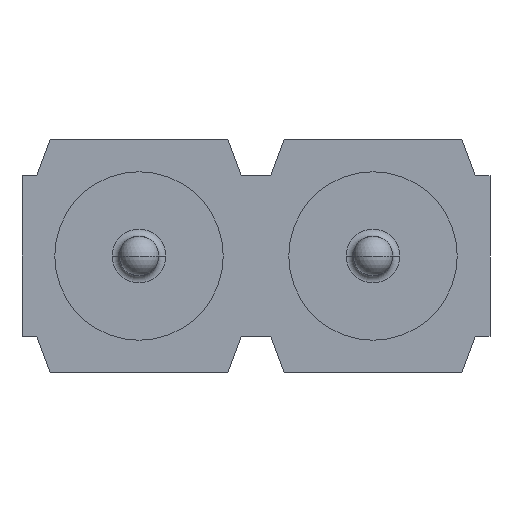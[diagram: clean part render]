
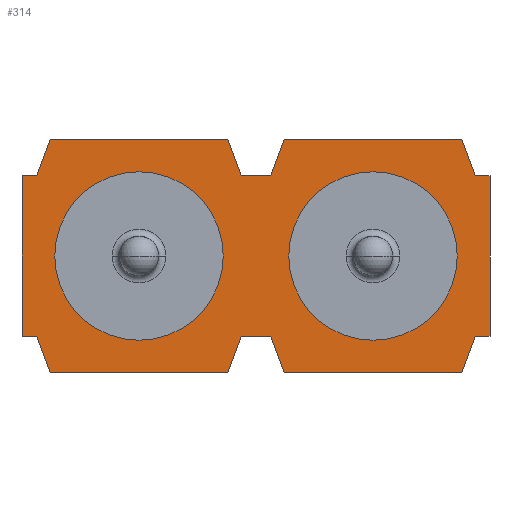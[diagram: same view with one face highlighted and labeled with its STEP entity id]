
A CAD part, front view. The second image highlights one B-rep face of the part: STEP entity #314.
In plain terms, the highlighted planar face has unit normal (0, -1, 0).
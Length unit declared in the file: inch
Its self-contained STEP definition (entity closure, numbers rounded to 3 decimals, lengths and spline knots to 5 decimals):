
#3=DIRECTION ( 'NONE',  ( 0., 1., 0. ) ) ;
#4=CARTESIAN_POINT ( 'NONE',  ( 0.17593, -0.11, -0.1 ) ) ;
#7=VERTEX_POINT ( 'NONE', #231 ) ;
#16=DIRECTION ( 'NONE',  ( 0., 0., 1. ) ) ;
#18=VECTOR ( 'NONE', #435, 39.37008 ) ;
#26=EDGE_CURVE ( 'NONE', #844, #582, #245, .T. ) ;
#32=DIRECTION ( 'NONE',  ( -1., 0., 0. ) ) ;
#33=LINE ( 'NONE', #477, #228 ) ;
#35=DIRECTION ( 'NONE',  ( 0., -1., 0. ) ) ;
#44=VECTOR ( 'NONE', #467, 39.37008 ) ;
#45=VECTOR ( 'NONE', #67, 39.37008 ) ;
#47=CARTESIAN_POINT ( 'NONE',  ( 0., -0.11, 0. ) ) ;
#51=CARTESIAN_POINT ( 'NONE',  ( 0., -0.11, -0.1 ) ) ;
#55=CARTESIAN_POINT ( 'NONE',  ( 0.18797, -0.11, -0.01575 ) ) ;
#63=CARTESIAN_POINT ( 'NONE',  ( 0.1, -0.11, -0.1 ) ) ;
#65=CARTESIAN_POINT ( 'NONE',  ( 0.09427, -0.11, -0.01575 ) ) ;
#67=DIRECTION ( 'NONE',  ( 1., 0., 0. ) ) ;
#78=FACE_BOUND ( 'NONE', #168, .T. ) ;
#95=VECTOR ( 'NONE', #175, 39.37008 ) ;
#111=EDGE_CURVE ( 'NONE', #549, #7, #626, .T. ) ;
#113=LINE ( 'NONE', #4, #899 ) ;
#124=DIRECTION ( 'NONE',  ( -1., 0., 0. ) ) ;
#125=CARTESIAN_POINT ( 'NONE',  ( 0.07594, -0.11, -0.1 ) ) ;
#148=EDGE_CURVE ( 'NONE', #957, #286, #919, .T. ) ;
#160=CARTESIAN_POINT ( 'NONE',  ( 0.1, -0.11, 0. ) ) ;
#167=VECTOR ( 'NONE', #16, 39.37008 ) ;
#168=EDGE_LOOP ( 'NONE', ( #437, #676 ) ) ;
#169=VECTOR ( 'NONE', #124, 39.37008 ) ;
#171=LINE ( 'NONE', #55, #954 ) ;
#175=DIRECTION ( 'NONE',  ( -0.342, 0., 0.94 ) ) ;
#176=EDGE_CURVE ( 'NONE', #336, #549, #171, .T. ) ;
#182=ORIENTED_EDGE ( 'NONE', *, *, #965, .T. ) ;
#183=ORIENTED_EDGE ( 'NONE', *, *, #176, .F. ) ;
#186=ORIENTED_EDGE ( 'NONE', *, *, #726, .T. ) ;
#189=LINE ( 'NONE', #47, #18 ) ;
#191=VECTOR ( 'NONE', #621, 39.37008 ) ;
#196=ORIENTED_EDGE ( 'NONE', *, *, #358, .T. ) ;
#203=CARTESIAN_POINT ( 'NONE',  ( 0.09427, -0.11, -0.08425 ) ) ;
#208=EDGE_CURVE ( 'NONE', #814, #657, #648, .T. ) ;
#215=DIRECTION ( 'NONE',  ( -1., 0., 0. ) ) ;
#218=VERTEX_POINT ( 'NONE', #160 ) ;
#224=EDGE_CURVE ( 'NONE', #908, #542, #189, .T. ) ;
#228=VECTOR ( 'NONE', #287, 39.37008 ) ;
#229=VECTOR ( 'NONE', #339, 39.37008 ) ;
#231=CARTESIAN_POINT ( 'NONE',  ( 0.18797, -0.11, -0.08425 ) ) ;
#234=DIRECTION ( 'NONE',  ( -0.342, 0., 0.94 ) ) ;
#235=DIRECTION ( 'NONE',  ( 0., 0., -1. ) ) ;
#241=LINE ( 'NONE', #47, #573 ) ;
#243=EDGE_CURVE ( 'NONE', #7, #763, #783, .T. ) ;
#245=LINE ( 'NONE', #4, #635 ) ;
#246=LINE ( 'NONE', #256, #95 ) ;
#252=ORIENTED_EDGE ( 'NONE', *, *, #917, .F. ) ;
#256=CARTESIAN_POINT ( 'NONE',  ( 0.08167, -0.11, -0.01575 ) ) ;
#263=VERTEX_POINT ( 'NONE', #256 ) ;
#268=LINE ( 'NONE', #51, #321 ) ;
#277=EDGE_CURVE ( 'NONE', #218, #503, #189, .T. ) ;
#280=CARTESIAN_POINT ( 'NONE',  ( 0.03797, -0.11, -0.05 ) ) ;
#283=ORIENTED_EDGE ( 'NONE', *, *, #26, .F. ) ;
#286=VERTEX_POINT ( 'NONE', #1060 ) ;
#287=DIRECTION ( 'NONE',  ( 0.342, 0., 0.94 ) ) ;
#289=PLANE ( 'NONE',  #732 ) ;
#290=EDGE_CURVE ( 'NONE', #503, #336, #559, .T. ) ;
#298=CARTESIAN_POINT ( 'NONE',  ( 0.17593, -0.11, 0. ) ) ;
#302=CARTESIAN_POINT ( 'NONE',  ( -0.01203, -0.11, -0.01575 ) ) ;
#304=CARTESIAN_POINT ( 'NONE',  ( 0.07594, -0.11, 0. ) ) ;
#314=ADVANCED_FACE ( 'NONE', ( #462, #724, #78 ), #289, .T. ) ;
#317=CARTESIAN_POINT ( 'NONE',  ( -0.01203, -0.11, -0.08425 ) ) ;
#321=VECTOR ( 'NONE', #234, 39.37008 ) ;
#322=CARTESIAN_POINT ( 'NONE',  ( 0.03797, -0.11, -0.08155 ) ) ;
#336=VERTEX_POINT ( 'NONE', #456 ) ;
#339=DIRECTION ( 'NONE',  ( 1., 0., 0. ) ) ;
#353=DIRECTION ( 'NONE',  ( 0.342, 0., -0.94 ) ) ;
#358=EDGE_CURVE ( 'NONE', #1004, #263, #483, .T. ) ;
#363=VERTEX_POINT ( 'NONE', #4 ) ;
#373=DIRECTION ( 'NONE',  ( 1., 0., 0. ) ) ;
#379=LINE ( 'NONE', #317, #169 ) ;
#394=CARTESIAN_POINT ( 'NONE',  ( 0.13797, -0.11, -0.05 ) ) ;
#399=VECTOR ( 'NONE', #353, 39.37008 ) ;
#414=VECTOR ( 'NONE', #539, 39.37008 ) ;
#423=DIRECTION ( 'NONE',  ( 0.342, 0., 0.94 ) ) ;
#428=ORIENTED_EDGE ( 'NONE', *, *, #804, .F. ) ;
#435=DIRECTION ( 'NONE',  ( 1., 0., 0. ) ) ;
#437=ORIENTED_EDGE ( 'NONE', *, *, #992, .T. ) ;
#455=AXIS2_PLACEMENT_3D ( 'NONE', #394, #3, #16 ) ;
#456=CARTESIAN_POINT ( 'NONE',  ( 0.18167, -0.11, -0.01575 ) ) ;
#462=FACE_BOUND ( 'NONE', #911, .T. ) ;
#464=ORIENTED_EDGE ( 'NONE', *, *, #243, .F. ) ;
#467=DIRECTION ( 'NONE',  ( 0.342, 0., -0.94 ) ) ;
#477=CARTESIAN_POINT ( 'NONE',  ( 0.08167, -0.11, -0.08425 ) ) ;
#483=LINE ( 'NONE', #256, #169 ) ;
#485=EDGE_CURVE ( 'NONE', #844, #702, #33, .T. ) ;
#487=DIRECTION ( 'NONE',  ( -0.342, 0., -0.94 ) ) ;
#503=VERTEX_POINT ( 'NONE', #298 ) ;
#512=AXIS2_PLACEMENT_3D ( 'NONE', #280, #3, #16 ) ;
#521=CARTESIAN_POINT ( 'NONE',  ( 0.03797, -0.11, -0.01845 ) ) ;
#539=DIRECTION ( 'NONE',  ( -0.342, 0., -0.94 ) ) ;
#542=VERTEX_POINT ( 'NONE', #304 ) ;
#549=VERTEX_POINT ( 'NONE', #55 ) ;
#559=LINE ( 'NONE', #298, #44 ) ;
#573=VECTOR ( 'NONE', #423, 39.37008 ) ;
#576=LINE ( 'NONE', #65, #414 ) ;
#582=VERTEX_POINT ( 'NONE', #51 ) ;
#621=DIRECTION ( 'NONE',  ( 0., 0., -1. ) ) ;
#626=LINE ( 'NONE', #231, #191 ) ;
#628=CARTESIAN_POINT ( 'NONE',  ( -0.00573, -0.11, -0.08425 ) ) ;
#635=VECTOR ( 'NONE', #32, 39.37008 ) ;
#636=ORIENTED_EDGE ( 'NONE', *, *, #807, .T. ) ;
#641=EDGE_CURVE ( 'NONE', #363, #831, #245, .T. ) ;
#642=CARTESIAN_POINT ( 'NONE',  ( -0.00573, -0.11, -0.01575 ) ) ;
#643=ORIENTED_EDGE ( 'NONE', *, *, #668, .F. ) ;
#648=CIRCLE ( 'NONE', #512, 0.03155 ) ;
#649=VECTOR ( 'NONE', #215, 39.37008 ) ;
#655=CARTESIAN_POINT ( 'NONE',  ( 0.18167, -0.11, -0.08425 ) ) ;
#657=VERTEX_POINT ( 'NONE', #521 ) ;
#663=ORIENTED_EDGE ( 'NONE', *, *, #224, .F. ) ;
#668=EDGE_CURVE ( 'NONE', #582, #1049, #268, .T. ) ;
#676=ORIENTED_EDGE ( 'NONE', *, *, #208, .T. ) ;
#689=LINE ( 'NONE', #302, #229 ) ;
#697=EDGE_CURVE ( 'NONE', #729, #908, #241, .T. ) ;
#702=VERTEX_POINT ( 'NONE', #477 ) ;
#720=CARTESIAN_POINT ( 'NONE',  ( 0., -0.11, -0.1 ) ) ;
#722=VERTEX_POINT ( 'NONE', #203 ) ;
#723=LINE ( 'NONE', #477, #45 ) ;
#724=FACE_OUTER_BOUND ( 'NONE', #883, .T. ) ;
#726=EDGE_CURVE ( 'NONE', #722, #831, #845, .T. ) ;
#729=VERTEX_POINT ( 'NONE', #642 ) ;
#731=EDGE_CURVE ( 'NONE', #702, #722, #723, .T. ) ;
#732=AXIS2_PLACEMENT_3D ( 'NONE', #720, #35, #235 ) ;
#735=ORIENTED_EDGE ( 'NONE', *, *, #871, .F. ) ;
#750=ORIENTED_EDGE ( 'NONE', *, *, #731, .T. ) ;
#757=ORIENTED_EDGE ( 'NONE', *, *, #111, .F. ) ;
#763=VERTEX_POINT ( 'NONE', #655 ) ;
#783=LINE ( 'NONE', #231, #649 ) ;
#785=VERTEX_POINT ( 'NONE', #302 ) ;
#804=EDGE_CURVE ( 'NONE', #1049, #887, #379, .T. ) ;
#807=EDGE_CURVE ( 'NONE', #218, #1004, #576, .T. ) ;
#814=VERTEX_POINT ( 'NONE', #322 ) ;
#831=VERTEX_POINT ( 'NONE', #63 ) ;
#833=EDGE_CURVE ( 'NONE', #286, #957, #919, .T. ) ;
#844=VERTEX_POINT ( 'NONE', #125 ) ;
#845=LINE ( 'NONE', #203, #399 ) ;
#868=LINE ( 'NONE', #317, #167 ) ;
#871=EDGE_CURVE ( 'NONE', #887, #785, #868, .T. ) ;
#876=EDGE_CURVE ( 'NONE', #763, #363, #113, .T. ) ;
#878=ORIENTED_EDGE ( 'NONE', *, *, #277, .F. ) ;
#882=CARTESIAN_POINT ( 'NONE',  ( 0.13797, -0.11, -0.08155 ) ) ;
#883=EDGE_LOOP ( 'NONE', ( #1010, #750, #186, #1064, #1001, #464, #757, #183, #986, #878, #636, #196, #182, #663, #974, #252, #735, #428, #643, #283 ) ) ;
#887=VERTEX_POINT ( 'NONE', #317 ) ;
#899=VECTOR ( 'NONE', #487, 39.37008 ) ;
#908=VERTEX_POINT ( 'NONE', #47 ) ;
#911=EDGE_LOOP ( 'NONE', ( #913, #1013 ) ) ;
#913=ORIENTED_EDGE ( 'NONE', *, *, #833, .T. ) ;
#917=EDGE_CURVE ( 'NONE', #785, #729, #689, .T. ) ;
#919=CIRCLE ( 'NONE', #455, 0.03155 ) ;
#954=VECTOR ( 'NONE', #373, 39.37008 ) ;
#957=VERTEX_POINT ( 'NONE', #882 ) ;
#965=EDGE_CURVE ( 'NONE', #263, #542, #246, .T. ) ;
#974=ORIENTED_EDGE ( 'NONE', *, *, #697, .F. ) ;
#986=ORIENTED_EDGE ( 'NONE', *, *, #290, .F. ) ;
#992=EDGE_CURVE ( 'NONE', #657, #814, #648, .T. ) ;
#1001=ORIENTED_EDGE ( 'NONE', *, *, #876, .F. ) ;
#1004=VERTEX_POINT ( 'NONE', #65 ) ;
#1010=ORIENTED_EDGE ( 'NONE', *, *, #485, .T. ) ;
#1013=ORIENTED_EDGE ( 'NONE', *, *, #148, .T. ) ;
#1049=VERTEX_POINT ( 'NONE', #628 ) ;
#1060=CARTESIAN_POINT ( 'NONE',  ( 0.13797, -0.11, -0.01845 ) ) ;
#1064=ORIENTED_EDGE ( 'NONE', *, *, #641, .F. ) ;
